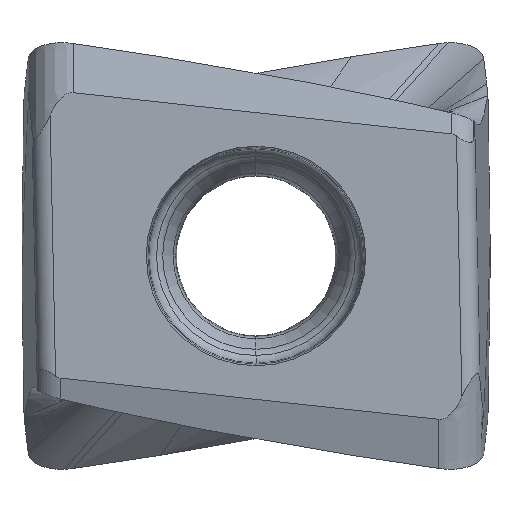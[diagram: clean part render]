
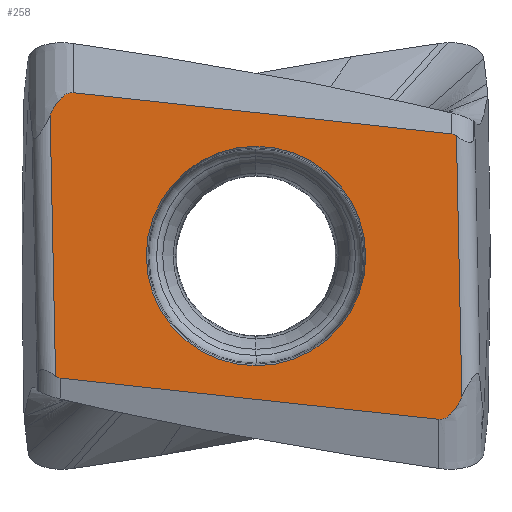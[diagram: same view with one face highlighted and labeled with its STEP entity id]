
A CAD part, front view. The second image highlights one B-rep face of the part: STEP entity #258.
In plain terms, the highlighted planar face has unit normal (0, -1, 0).
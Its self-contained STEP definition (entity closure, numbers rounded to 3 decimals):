
#65=FACE_BOUND('',#527,.T.);
#66=FACE_BOUND('',#528,.T.);
#258=ADVANCED_FACE('',(#65,#66),#289,.T.);
#289=PLANE('',#2502);
#527=EDGE_LOOP('',(#1356,#1357,#1358,#1359,#1360,#1361,#1362,#1363));
#528=EDGE_LOOP('',(#1364,#1365,#1366,#1367));
#584=LINE('',#6234,#689);
#615=LINE('',#8919,#722);
#636=LINE('',#9228,#746);
#637=LINE('',#9229,#747);
#689=VECTOR('',#2609,1.);
#722=VECTOR('',#2664,1.);
#746=VECTOR('',#2878,1.);
#747=VECTOR('',#2879,1.);
#1356=ORIENTED_EDGE('',*,*,#1782,.F.);
#1357=ORIENTED_EDGE('',*,*,#1786,.T.);
#1358=ORIENTED_EDGE('',*,*,#1794,.T.);
#1359=ORIENTED_EDGE('',*,*,#1966,.F.);
#1360=ORIENTED_EDGE('',*,*,#1875,.F.);
#1361=ORIENTED_EDGE('',*,*,#1878,.T.);
#1362=ORIENTED_EDGE('',*,*,#1881,.T.);
#1363=ORIENTED_EDGE('',*,*,#1967,.F.);
#1364=ORIENTED_EDGE('',*,*,#1964,.T.);
#1365=ORIENTED_EDGE('',*,*,#1962,.T.);
#1366=ORIENTED_EDGE('',*,*,#1961,.T.);
#1367=ORIENTED_EDGE('',*,*,#1965,.T.);
#1529=VERTEX_POINT('',#6202);
#1530=VERTEX_POINT('',#6203);
#1532=VERTEX_POINT('',#6235);
#1539=VERTEX_POINT('',#6343);
#1585=VERTEX_POINT('',#8898);
#1586=VERTEX_POINT('',#8899);
#1587=VERTEX_POINT('',#8920);
#1588=VERTEX_POINT('',#8951);
#1633=VERTEX_POINT('',#9217);
#1634=VERTEX_POINT('',#9219);
#1635=VERTEX_POINT('',#9221);
#1636=VERTEX_POINT('',#9225);
#1782=EDGE_CURVE('',#1529,#1530,#2097,.T.);
#1786=EDGE_CURVE('',#1529,#1532,#584,.T.);
#1794=EDGE_CURVE('',#1532,#1539,#2106,.T.);
#1875=EDGE_CURVE('',#1585,#1586,#2159,.T.);
#1878=EDGE_CURVE('',#1585,#1587,#615,.T.);
#1881=EDGE_CURVE('',#1587,#1588,#2162,.T.);
#1961=EDGE_CURVE('',#1634,#1633,#2294,.T.);
#1962=EDGE_CURVE('',#1635,#1634,#2295,.T.);
#1964=EDGE_CURVE('',#1636,#1635,#2297,.T.);
#1965=EDGE_CURVE('',#1633,#1636,#2298,.T.);
#1966=EDGE_CURVE('',#1586,#1539,#636,.T.);
#1967=EDGE_CURVE('',#1530,#1588,#637,.T.);
#2097=B_SPLINE_CURVE_WITH_KNOTS('',3,(#6196,#6197,#6198,#6199,#6200,#6201),
 .UNSPECIFIED.,.F.,.F.,(4,1,1,4),(0.,0.333,0.667,1.),
 .UNSPECIFIED.);
#2106=B_SPLINE_CURVE_WITH_KNOTS('',3,(#6344,#6345,#6346,#6347,#6348,#6349,
#6350,#6351,#6352,#6353,#6354,#6355,#6356,#6357,#6358,#6359),
 .UNSPECIFIED.,.F.,.F.,(4,1,1,1,1,1,1,1,1,1,1,1,1,4),(0.,0.077,
0.154,0.231,0.308,0.385,0.462,
0.538,0.615,0.692,0.769,0.846,
0.923,1.),.UNSPECIFIED.);
#2159=B_SPLINE_CURVE_WITH_KNOTS('',3,(#8892,#8893,#8894,#8895,#8896,#8897),
 .UNSPECIFIED.,.F.,.F.,(4,1,1,4),(0.,0.333,0.667,1.),
 .UNSPECIFIED.);
#2162=B_SPLINE_CURVE_WITH_KNOTS('',3,(#8952,#8953,#8954,#8955,#8956,#8957,
#8958,#8959,#8960,#8961,#8962,#8963,#8964,#8965,#8966,#8967),
 .UNSPECIFIED.,.F.,.F.,(4,1,1,1,1,1,1,1,1,1,1,1,1,4),(0.,0.077,
0.154,0.231,0.308,0.385,0.462,
0.538,0.615,0.692,0.769,0.846,
0.923,1.),.UNSPECIFIED.);
#2294=CIRCLE('',#2495,2.058);
#2295=CIRCLE('',#2496,2.058);
#2297=CIRCLE('',#2499,2.058);
#2298=CIRCLE('',#2500,2.058);
#2495=AXIS2_PLACEMENT_3D('',#9218,#2864,#2865);
#2496=AXIS2_PLACEMENT_3D('',#9220,#2866,#2867);
#2499=AXIS2_PLACEMENT_3D('',#9224,#2872,#2873);
#2500=AXIS2_PLACEMENT_3D('',#9226,#2874,#2875);
#2502=AXIS2_PLACEMENT_3D('',#9230,#2880,#2881);
#2609=DIRECTION('',(-0.994,0.,0.108));
#2664=DIRECTION('',(0.994,0.,-0.108));
#2864=DIRECTION('',(0.,1.,0.));
#2865=DIRECTION('',(0.008,0.,1.));
#2866=DIRECTION('',(0.,1.,0.));
#2867=DIRECTION('',(0.,0.,1.));
#2872=DIRECTION('',(0.,1.,0.));
#2873=DIRECTION('',(-0.008,0.,-1.));
#2874=DIRECTION('',(0.,1.,0.));
#2875=DIRECTION('',(0.,0.,-1.));
#2878=DIRECTION('',(-0.021,0.,1.));
#2879=DIRECTION('',(0.021,0.,-1.));
#2880=DIRECTION('',(0.,-1.,0.));
#2881=DIRECTION('',(1.,0.,0.021));
#6196=CARTESIAN_POINT('',(3.675,0.,2.29));
#6197=CARTESIAN_POINT('',(3.684,0.,2.289));
#6198=CARTESIAN_POINT('',(3.702,0.,2.285));
#6199=CARTESIAN_POINT('',(3.731,0.,2.272));
#6200=CARTESIAN_POINT('',(3.75,0.,2.26));
#6201=CARTESIAN_POINT('',(3.759,0.,2.253));
#6202=CARTESIAN_POINT('',(3.675,0.,2.29));
#6203=CARTESIAN_POINT('',(3.759,0.,2.253));
#6234=CARTESIAN_POINT('',(3.675,0.,2.29));
#6235=CARTESIAN_POINT('',(-3.429,0.,3.063));
#6343=CARTESIAN_POINT('',(-3.861,0.,2.644));
#6344=CARTESIAN_POINT('',(-3.429,0.,3.063));
#6345=CARTESIAN_POINT('',(-3.438,0.,3.064));
#6346=CARTESIAN_POINT('',(-3.456,0.,3.064));
#6347=CARTESIAN_POINT('',(-3.483,0.,3.062));
#6348=CARTESIAN_POINT('',(-3.511,0.,3.056));
#6349=CARTESIAN_POINT('',(-3.539,0.,3.047));
#6350=CARTESIAN_POINT('',(-3.569,0.,3.032));
#6351=CARTESIAN_POINT('',(-3.601,0.,3.012));
#6352=CARTESIAN_POINT('',(-3.635,0.,2.985));
#6353=CARTESIAN_POINT('',(-3.671,0.,2.95));
#6354=CARTESIAN_POINT('',(-3.707,0.,2.908));
#6355=CARTESIAN_POINT('',(-3.745,0.,2.857));
#6356=CARTESIAN_POINT('',(-3.783,0.,2.797));
#6357=CARTESIAN_POINT('',(-3.821,0.,2.727));
#6358=CARTESIAN_POINT('',(-3.848,0.,2.673));
#6359=CARTESIAN_POINT('',(-3.861,0.,2.644));
#8892=CARTESIAN_POINT('',(-3.675,0.,-2.29));
#8893=CARTESIAN_POINT('',(-3.684,0.,-2.289));
#8894=CARTESIAN_POINT('',(-3.702,0.,-2.285));
#8895=CARTESIAN_POINT('',(-3.731,0.,-2.272));
#8896=CARTESIAN_POINT('',(-3.75,0.,-2.26));
#8897=CARTESIAN_POINT('',(-3.759,0.,-2.253));
#8898=CARTESIAN_POINT('',(-3.675,0.,-2.29));
#8899=CARTESIAN_POINT('',(-3.759,0.,-2.253));
#8919=CARTESIAN_POINT('',(-3.675,0.,-2.29));
#8920=CARTESIAN_POINT('',(3.429,0.,-3.063));
#8951=CARTESIAN_POINT('',(3.861,0.,-2.644));
#8952=CARTESIAN_POINT('',(3.429,0.,-3.063));
#8953=CARTESIAN_POINT('',(3.438,0.,-3.064));
#8954=CARTESIAN_POINT('',(3.456,0.,-3.064));
#8955=CARTESIAN_POINT('',(3.483,0.,-3.062));
#8956=CARTESIAN_POINT('',(3.511,0.,-3.056));
#8957=CARTESIAN_POINT('',(3.539,0.,-3.047));
#8958=CARTESIAN_POINT('',(3.569,0.,-3.032));
#8959=CARTESIAN_POINT('',(3.601,0.,-3.012));
#8960=CARTESIAN_POINT('',(3.635,0.,-2.985));
#8961=CARTESIAN_POINT('',(3.671,0.,-2.95));
#8962=CARTESIAN_POINT('',(3.707,0.,-2.908));
#8963=CARTESIAN_POINT('',(3.745,0.,-2.857));
#8964=CARTESIAN_POINT('',(3.783,0.,-2.797));
#8965=CARTESIAN_POINT('',(3.821,0.,-2.727));
#8966=CARTESIAN_POINT('',(3.848,0.,-2.673));
#8967=CARTESIAN_POINT('',(3.861,0.,-2.644));
#9217=CARTESIAN_POINT('',(0.,0.,-2.058));
#9218=CARTESIAN_POINT('',(0.,0.,0.));
#9219=CARTESIAN_POINT('',(0.016,0.,2.058));
#9220=CARTESIAN_POINT('',(0.,0.,0.));
#9221=CARTESIAN_POINT('',(0.,0.,2.058));
#9224=CARTESIAN_POINT('',(0.,0.,0.));
#9225=CARTESIAN_POINT('',(-0.016,0.,-2.058));
#9226=CARTESIAN_POINT('',(0.,0.,0.));
#9228=CARTESIAN_POINT('',(-3.759,0.,-2.253));
#9229=CARTESIAN_POINT('',(3.759,0.,2.253));
#9230=CARTESIAN_POINT('',(-3.659,0.,-7.077));
